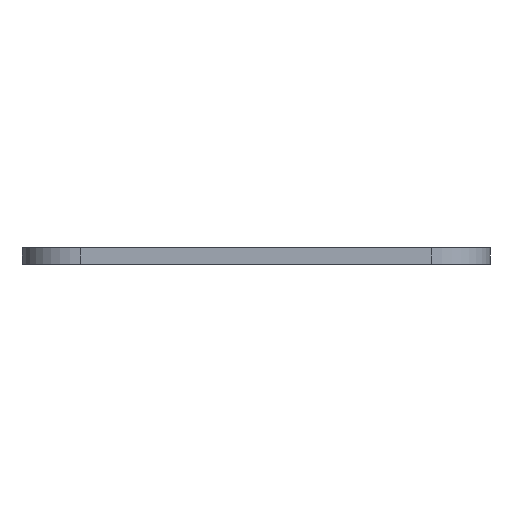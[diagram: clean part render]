
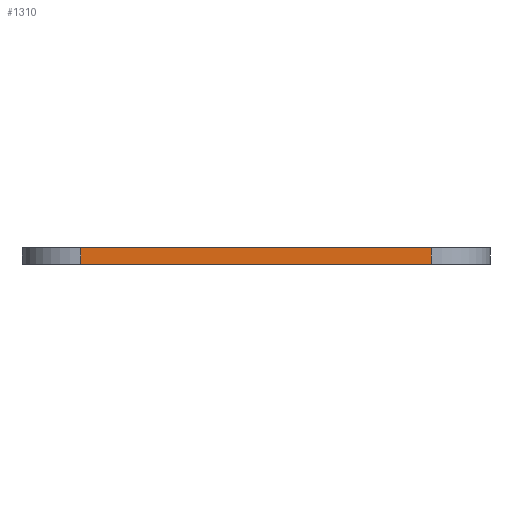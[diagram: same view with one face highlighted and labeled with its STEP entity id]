
A CAD part, front view. The second image highlights one B-rep face of the part: STEP entity #1310.
In plain terms, the highlighted planar face has unit normal (0, -1, 0).
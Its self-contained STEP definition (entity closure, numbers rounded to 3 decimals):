
#308=CARTESIAN_POINT('',(10.5,-60.,-0.5));
#309=VERTEX_POINT('',#308);
#317=CARTESIAN_POINT('',(-10.5,-60.0,-0.5));
#318=VERTEX_POINT('',#317);
#319=CARTESIAN_POINT('',(-10.5,-60.0,-0.5));
#320=DIRECTION('',(1.0,0.0,0.0));
#321=VECTOR('',#320,21.0);
#322=LINE('',#319,#321);
#323=EDGE_CURVE('',#318,#309,#322,.T.);
#978=CARTESIAN_POINT('',(-10.5,-60.0,0.5));
#979=VERTEX_POINT('',#978);
#987=CARTESIAN_POINT('',(10.5,-60.,0.5));
#988=VERTEX_POINT('',#987);
#989=CARTESIAN_POINT('',(10.5,-60.,0.5));
#990=DIRECTION('',(-1.0,0.0,0.0));
#991=VECTOR('',#990,21.0);
#992=LINE('',#989,#991);
#993=EDGE_CURVE('',#988,#979,#992,.T.);
#1285=CARTESIAN_POINT('',(10.5,-60.,0.5));
#1286=DIRECTION('',(0.0,0.0,-1.0));
#1287=VECTOR('',#1286,1.0);
#1288=LINE('',#1285,#1287);
#1289=EDGE_CURVE('',#988,#309,#1288,.T.);
#1294=CARTESIAN_POINT('',(14.,-60.,0.0));
#1295=DIRECTION('',(0.0,-1.0,0.0));
#1296=DIRECTION('',(0.0,0.0,-1.0));
#1297=AXIS2_PLACEMENT_3D('',#1294,#1295,#1296);
#1298=PLANE('',#1297);
#1299=ORIENTED_EDGE('',*,*,#1289,.F.);
#1300=ORIENTED_EDGE('',*,*,#993,.T.);
#1301=CARTESIAN_POINT('',(-10.5,-60.0,-0.5));
#1302=DIRECTION('',(0.0,0.0,1.0));
#1303=VECTOR('',#1302,1.0);
#1304=LINE('',#1301,#1303);
#1305=EDGE_CURVE('',#318,#979,#1304,.T.);
#1306=ORIENTED_EDGE('',*,*,#1305,.F.);
#1307=ORIENTED_EDGE('',*,*,#323,.T.);
#1308=EDGE_LOOP('',(#1299,#1300,#1306,#1307));
#1309=FACE_OUTER_BOUND('',#1308,.T.);
#1310=ADVANCED_FACE('',(#1309),#1298,.T.);
